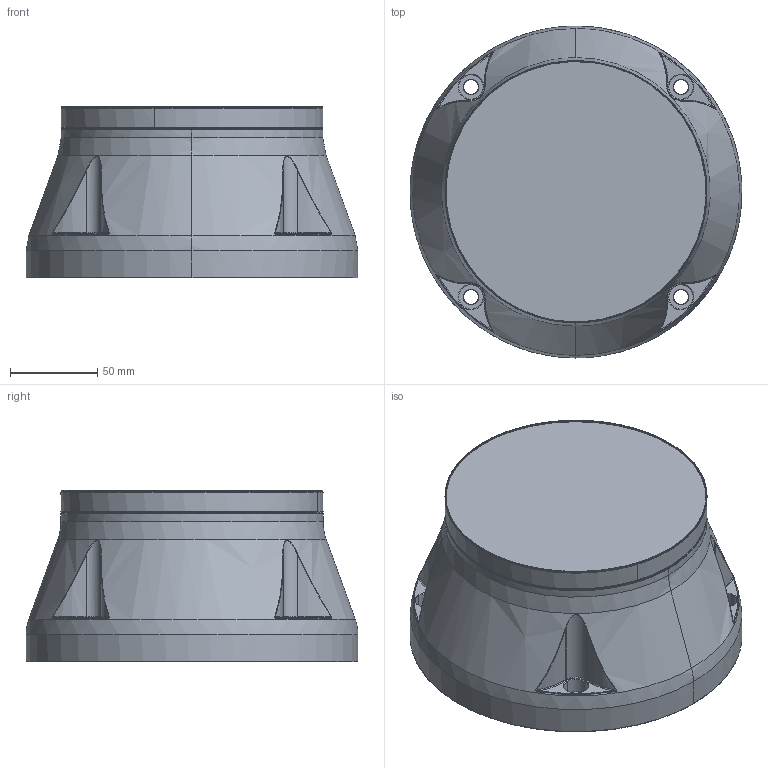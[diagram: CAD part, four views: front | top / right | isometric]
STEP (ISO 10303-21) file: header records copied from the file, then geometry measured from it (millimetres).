
FILE_DESCRIPTION(/* description */ (''),/* implementation_level */ '2;1');
FILE_NAME(/* name */ 'axe_0',/* time_stamp */ '2023-11-30T14:44:52+01:00',/* author */ (''),/* organization */ (''),/* preprocessor_version */ 'ST-DEVELOPER v16.5',/* originating_system */ 'Rhino 7.34',/* authorisation */ '');
FILE_SCHEMA (('CONFIG_CONTROL_DESIGN'));
Length unit declared in the file: millimetre
Products named in the file (1): RR_A0
Bounding box: 189.97 x 190 x 98.3 mm (x, y, z)
Volume: 2193547 mm3; surface area: 178313 mm2
Topology: 3 solids, 3 shells, 155 faces, 332 edges, 192 vertices
Faces by surface type: bspline 102, cylinder 38, plane 15
Entity records: 8095 total; most frequent: CARTESIAN_POINT 6043, ORIENTED_EDGE 664, EDGE_CURVE 332, VERTEX_POINT 192, EDGE_LOOP 172, ADVANCED_FACE 155, FACE_OUTER_BOUND 155, B_SPLINE_CURVE_WITH_KNOTS 110
